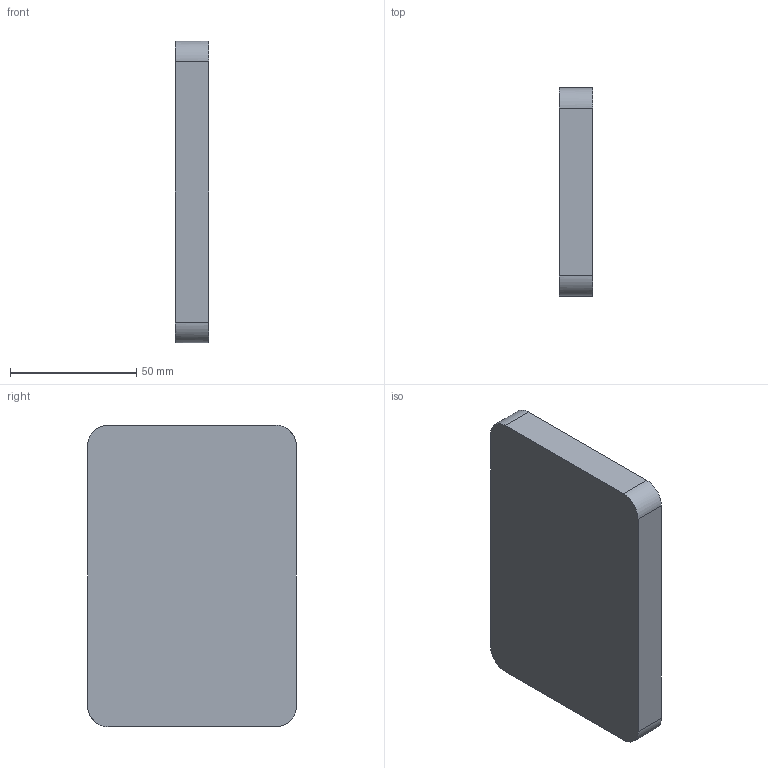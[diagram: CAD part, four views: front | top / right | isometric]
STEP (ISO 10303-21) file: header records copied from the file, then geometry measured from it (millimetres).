
FILE_DESCRIPTION(('FreeCAD Model'),'2;1');
FILE_NAME('Open CASCADE Shape Model','2025-04-29T11:05:51',('FreeCAD'),( 'FreeCAD'),'Open CASCADE STEP processor 7.6','FreeCAD','Unknown');
FILE_SCHEMA(('AUTOMOTIVE_DESIGN { 1 0 10303 214 1 1 1 1 }'));
Length unit declared in the file: millimetre
Products named in the file (1): Open CASCADE STEP translator 7.6 1
Bounding box: 13.08 x 82.55 x 119.33 mm (x, y, z)
Volume: 39402.8 mm3; surface area: 39864.4 mm2
Topology: 31 solids, 31 shells, 237 faces, 522 edges, 348 vertices
Faces by surface type: bspline 237
Entity records: 7181 total; most frequent: CARTESIAN_POINT 3769, ORIENTED_EDGE 1044, EDGE_CURVE 522, B_SPLINE_CURVE_WITH_KNOTS 488, VERTEX_POINT 348, FACE_BOUND 238, EDGE_LOOP 238, ADVANCED_FACE 237
